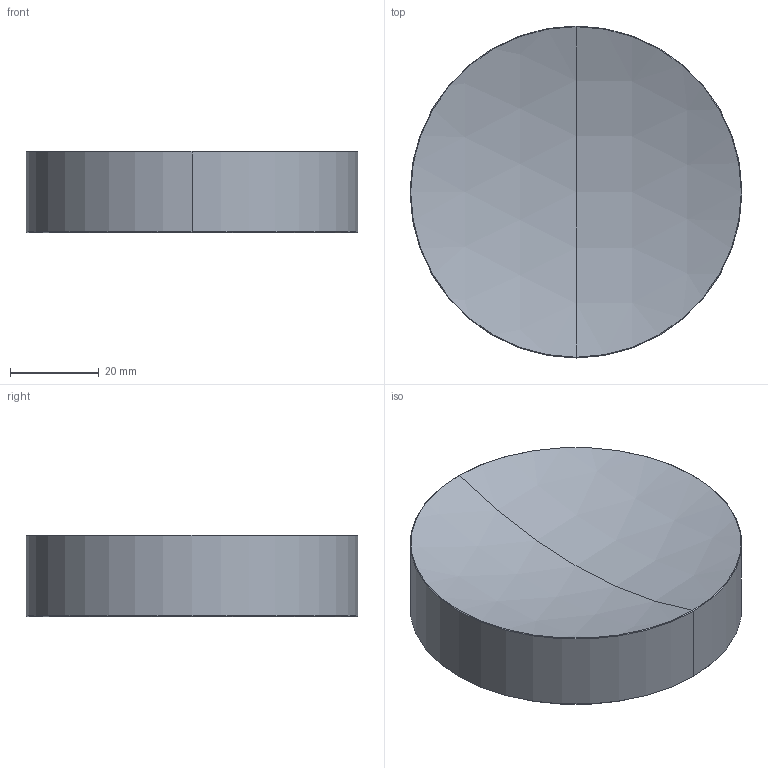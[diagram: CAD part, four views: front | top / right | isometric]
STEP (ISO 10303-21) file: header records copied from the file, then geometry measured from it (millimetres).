
FILE_DESCRIPTION (( 'STEP AP203' ), '1' );
FILE_NAME ('24640-E0W.STEP', '2012-08-29T13:58:28', ( 'Admin' ), ( '' ), 'SwSTEP 2.0', 'SolidWorks 2011', '' );
FILE_SCHEMA (( 'CONFIG_CONTROL_DESIGN' ));
Length unit declared in the file: inch
Products named in the file (1): 24640-E0W
Bounding box: 75 x 75 x 18.38 mm (x, y, z)
Surface area: 13246.7 mm2 (no closed solid volume)
Topology: 0 solids, 1 shells, 40 faces, 257 edges, 250 vertices
Faces by surface type: plane 32, cone 4, sphere 2, cylinder 2
Entity records: 4492 total; most frequent: CARTESIAN_POINT 2514, ORIENTED_EDGE 514, EDGE_CURVE 257, VERTEX_POINT 250, DIRECTION 223, B_SPLINE_CURVE_WITH_KNOTS 126, VECTOR 121, LINE 121
